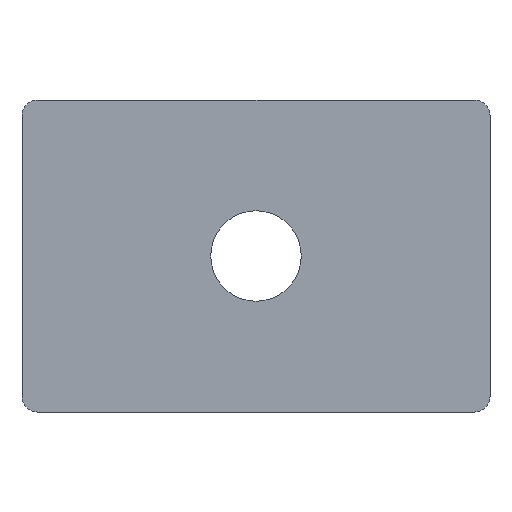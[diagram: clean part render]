
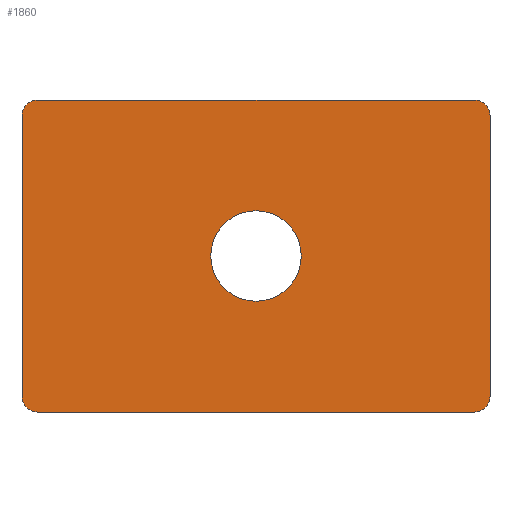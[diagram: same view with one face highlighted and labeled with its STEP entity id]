
A CAD part, front view. The second image highlights one B-rep face of the part: STEP entity #1860.
In plain terms, the highlighted planar face has unit normal (0, -1, 0).
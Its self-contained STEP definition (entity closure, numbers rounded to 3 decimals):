
#20 = EDGE_CURVE ( 'NONE', #131, #567, #1045, .T. ) ;
#34 = DIRECTION ( 'NONE',  ( 0., -1., 0. ) ) ;
#107 = EDGE_CURVE ( 'NONE', #893, #1549, #2345, .T. ) ;
#131 = VERTEX_POINT ( 'NONE', #1101 ) ;
#224 = AXIS2_PLACEMENT_3D ( 'NONE', #832, #819, #1427 ) ;
#227 = CARTESIAN_POINT ( 'NONE',  ( 30., 0., 19. ) ) ;
#272 = PLANE ( 'NONE',  #470 ) ;
#307 = VECTOR ( 'NONE', #919, 1000. ) ;
#342 = DIRECTION ( 'NONE',  ( -1., 0., 0. ) ) ;
#385 = CARTESIAN_POINT ( 'NONE',  ( 1., 0., 0. ) ) ;
#386 = VERTEX_POINT ( 'NONE', #2364 ) ;
#430 = FACE_BOUND ( 'NONE', #1879, .T. ) ;
#441 = CARTESIAN_POINT ( 'NONE',  ( 1., 0., 1. ) ) ;
#470 = AXIS2_PLACEMENT_3D ( 'NONE', #2420, #625, #1453 ) ;
#471 = DIRECTION ( 'NONE',  ( 0., 0., -1. ) ) ;
#524 = AXIS2_PLACEMENT_3D ( 'NONE', #1455, #680, #638 ) ;
#528 = EDGE_LOOP ( 'NONE', ( #2455, #1928, #1038, #959, #615, #853, #1480, #709 ) ) ;
#539 = DIRECTION ( 'NONE',  ( 1., 0., 0. ) ) ;
#560 = CARTESIAN_POINT ( 'NONE',  ( 0., 0., 20. ) ) ;
#567 = VERTEX_POINT ( 'NONE', #1790 ) ;
#595 = AXIS2_PLACEMENT_3D ( 'NONE', #1299, #1711, #342 ) ;
#615 = ORIENTED_EDGE ( 'NONE', *, *, #2443, .F. ) ;
#618 = LINE ( 'NONE', #1013, #1240 ) ;
#622 = CIRCLE ( 'NONE', #1955, 1. ) ;
#625 = DIRECTION ( 'NONE',  ( 0., 1., 0. ) ) ;
#626 = VERTEX_POINT ( 'NONE', #227 ) ;
#629 = VERTEX_POINT ( 'NONE', #385 ) ;
#638 = DIRECTION ( 'NONE',  ( -1., 0., 0. ) ) ;
#647 = DIRECTION ( 'NONE',  ( 0., -1., 0. ) ) ;
#680 = DIRECTION ( 'NONE',  ( 0., -1., 0. ) ) ;
#709 = ORIENTED_EDGE ( 'NONE', *, *, #1312, .T. ) ;
#723 = VECTOR ( 'NONE', #539, 1000. ) ;
#754 = EDGE_CURVE ( 'NONE', #629, #1695, #1317, .T. ) ;
#806 = DIRECTION ( 'NONE',  ( 1., 0., 0. ) ) ;
#819 = DIRECTION ( 'NONE',  ( 0., -1., 0. ) ) ;
#823 = DIRECTION ( 'NONE',  ( -1., 0., 0. ) ) ;
#832 = CARTESIAN_POINT ( 'NONE',  ( 29., 0., 19. ) ) ;
#845 = CIRCLE ( 'NONE', #524, 2.9 ) ;
#853 = ORIENTED_EDGE ( 'NONE', *, *, #2366, .T. ) ;
#867 = VERTEX_POINT ( 'NONE', #2392 ) ;
#885 = CARTESIAN_POINT ( 'NONE',  ( 30., 0., 20. ) ) ;
#893 = VERTEX_POINT ( 'NONE', #2057 ) ;
#915 = CARTESIAN_POINT ( 'NONE',  ( 30., 0., 0. ) ) ;
#919 = DIRECTION ( 'NONE',  ( 0., 0., -1. ) ) ;
#951 = ORIENTED_EDGE ( 'NONE', *, *, #1555, .F. ) ;
#959 = ORIENTED_EDGE ( 'NONE', *, *, #1283, .T. ) ;
#1013 = CARTESIAN_POINT ( 'NONE',  ( 30., 0., 20. ) ) ;
#1035 = CARTESIAN_POINT ( 'NONE',  ( 29., 0., 1. ) ) ;
#1038 = ORIENTED_EDGE ( 'NONE', *, *, #1520, .F. ) ;
#1044 = DIRECTION ( 'NONE',  ( -1., 0., 0. ) ) ;
#1045 = CIRCLE ( 'NONE', #595, 2.9 ) ;
#1090 = CARTESIAN_POINT ( 'NONE',  ( 29., 0., 0. ) ) ;
#1101 = CARTESIAN_POINT ( 'NONE',  ( 15., 0., 12.9 ) ) ;
#1240 = VECTOR ( 'NONE', #806, 1000. ) ;
#1272 = CARTESIAN_POINT ( 'NONE',  ( 0., 0., 1. ) ) ;
#1283 = EDGE_CURVE ( 'NONE', #626, #867, #2267, .T. ) ;
#1299 = CARTESIAN_POINT ( 'NONE',  ( 15., 0., 10. ) ) ;
#1300 = AXIS2_PLACEMENT_3D ( 'NONE', #441, #647, #1044 ) ;
#1312 = EDGE_CURVE ( 'NONE', #1549, #629, #2474, .T. ) ;
#1317 = LINE ( 'NONE', #915, #723 ) ;
#1328 = DIRECTION ( 'NONE',  ( -1., 0., 0. ) ) ;
#1427 = DIRECTION ( 'NONE',  ( -1., 0., 0. ) ) ;
#1453 = DIRECTION ( 'NONE',  ( -1., 0., 0. ) ) ;
#1455 = CARTESIAN_POINT ( 'NONE',  ( 15., 0., 10. ) ) ;
#1480 = ORIENTED_EDGE ( 'NONE', *, *, #107, .T. ) ;
#1520 = EDGE_CURVE ( 'NONE', #626, #1738, #2047, .T. ) ;
#1549 = VERTEX_POINT ( 'NONE', #1272 ) ;
#1555 = EDGE_CURVE ( 'NONE', #567, #131, #845, .T. ) ;
#1636 = EDGE_CURVE ( 'NONE', #1695, #1738, #1768, .T. ) ;
#1695 = VERTEX_POINT ( 'NONE', #1090 ) ;
#1711 = DIRECTION ( 'NONE',  ( 0., -1., 0. ) ) ;
#1738 = VERTEX_POINT ( 'NONE', #1746 ) ;
#1746 = CARTESIAN_POINT ( 'NONE',  ( 30., 0., 1. ) ) ;
#1768 = CIRCLE ( 'NONE', #1983, 1. ) ;
#1790 = CARTESIAN_POINT ( 'NONE',  ( 15., 0., 7.1 ) ) ;
#1821 = ORIENTED_EDGE ( 'NONE', *, *, #20, .F. ) ;
#1860 = ADVANCED_FACE ( 'NONE', ( #430, #2059 ), #272, .F. ) ;
#1879 = EDGE_LOOP ( 'NONE', ( #1821, #951 ) ) ;
#1928 = ORIENTED_EDGE ( 'NONE', *, *, #1636, .T. ) ;
#1940 = DIRECTION ( 'NONE',  ( 0., -1., 0. ) ) ;
#1955 = AXIS2_PLACEMENT_3D ( 'NONE', #2361, #1940, #1328 ) ;
#1983 = AXIS2_PLACEMENT_3D ( 'NONE', #1035, #34, #823 ) ;
#2047 = LINE ( 'NONE', #885, #2229 ) ;
#2057 = CARTESIAN_POINT ( 'NONE',  ( 0., 0., 19. ) ) ;
#2059 = FACE_OUTER_BOUND ( 'NONE', #528, .T. ) ;
#2229 = VECTOR ( 'NONE', #471, 1000. ) ;
#2267 = CIRCLE ( 'NONE', #224, 1. ) ;
#2345 = LINE ( 'NONE', #560, #307 ) ;
#2361 = CARTESIAN_POINT ( 'NONE',  ( 1., 0., 19. ) ) ;
#2364 = CARTESIAN_POINT ( 'NONE',  ( 1., 0., 20. ) ) ;
#2366 = EDGE_CURVE ( 'NONE', #386, #893, #622, .T. ) ;
#2392 = CARTESIAN_POINT ( 'NONE',  ( 29., 0., 20. ) ) ;
#2420 = CARTESIAN_POINT ( 'NONE',  ( 30., 0., 20. ) ) ;
#2443 = EDGE_CURVE ( 'NONE', #386, #867, #618, .T. ) ;
#2455 = ORIENTED_EDGE ( 'NONE', *, *, #754, .T. ) ;
#2474 = CIRCLE ( 'NONE', #1300, 1. ) ;
